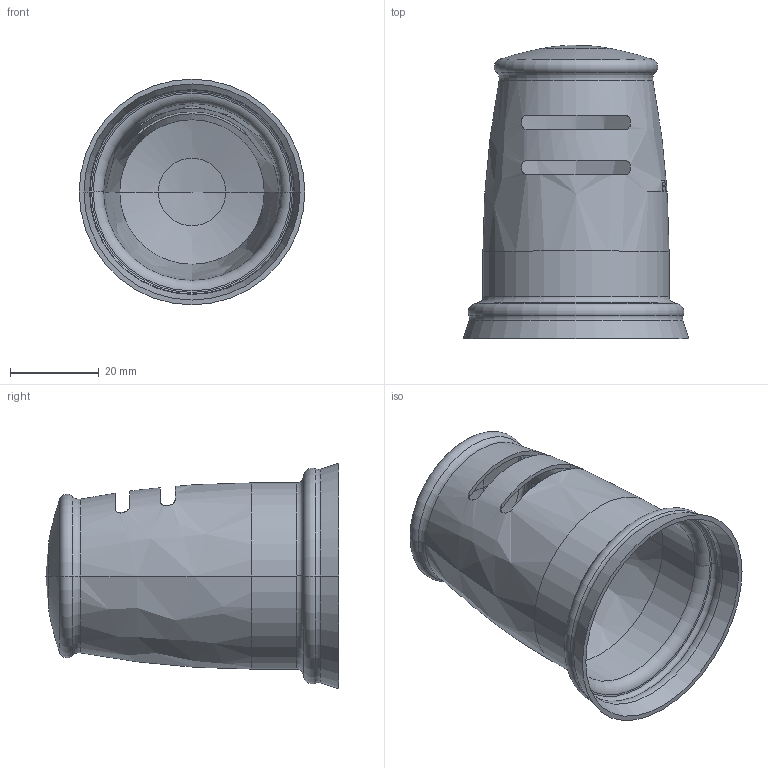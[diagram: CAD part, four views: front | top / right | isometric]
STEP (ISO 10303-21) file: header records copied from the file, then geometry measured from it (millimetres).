
FILE_DESCRIPTION((''),'2;1');
FILE_NAME('2470-5751_ASM','2017-06-01T',('rsmith'),(''),'PRO/ENGINEER BY PARAMETRIC TECHNOLOGY CORPORATION, 2013150','PRO/ENGINEER BY PARAMETRIC TECHNOLOGY CORPORATION, 2013150','');
FILE_SCHEMA(('CONFIG_CONTROL_DESIGN'));
Length unit declared in the file: inch
Products named in the file (2): 50932; 2470-5751_ASM
Assembly tree (1 placements, depth 2):
  2470-5751_ASM
    50932
Bounding box: 50.8 x 66.04 x 50.8 mm (x, y, z)
Volume: 9109.1 mm3; surface area: 27790.8 mm2
Topology: 1 solids, 2 shells, 120 faces, 316 edges, 195 vertices
Faces by surface type: torus 42, plane 38, cylinder 22, bspline 12, sphere 6
Entity records: 4310 total; most frequent: CARTESIAN_POINT 1361, DIRECTION 632, ORIENTED_EDGE 582, EDGE_CURVE 310, AXIS2_PLACEMENT_3D 287, VERTEX_POINT 195, CIRCLE 174, EDGE_LOOP 137
